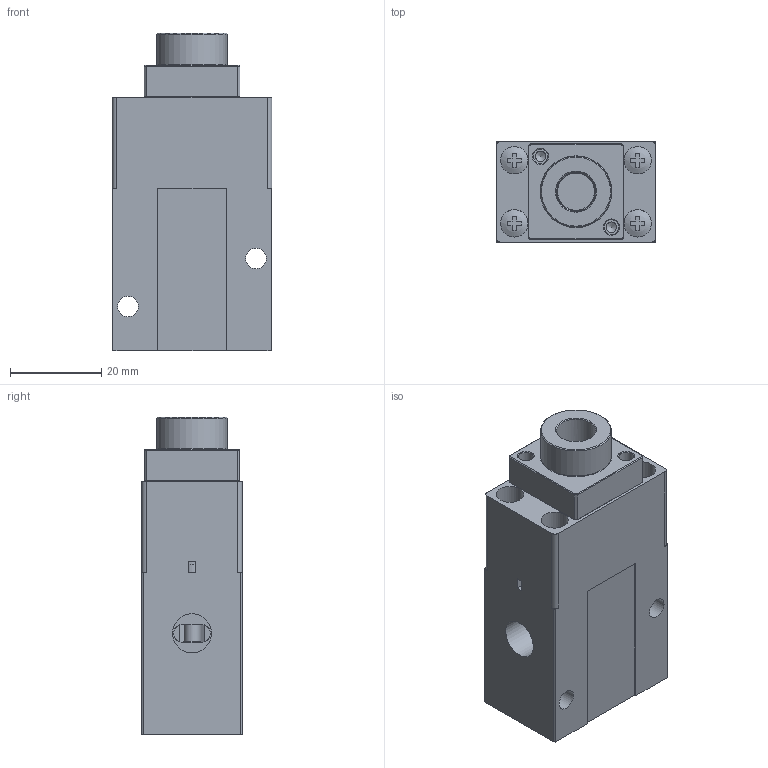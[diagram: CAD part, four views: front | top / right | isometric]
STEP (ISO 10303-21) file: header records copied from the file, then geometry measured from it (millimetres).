
FILE_DESCRIPTION(/* description */ ('Unknown'),/* implementation_level */ '2;1');
FILE_NAME(/* name */ '-MF-G3071S',/* time_stamp */ '2019-05-31T11:46:32+02:00',/* author */ ('Unknown'),/* organization */ ('Unknown'),/* preprocessor_version */ 'ST-DEVELOPER v16.7',/* originating_system */ 'DEX',/* authorisation */ $);
FILE_SCHEMA (('AUTOMOTIVE_DESIGN {1 0 10303 214 3 1 1}'));
Length unit declared in the file: millimetre
Products named in the file (1): Parte1
Bounding box: 35 x 22 x 69.5 mm (x, y, z)
Volume: 37101.7 mm3; surface area: 18550.8 mm2
Topology: 1 solids, 1 shells, 353 faces, 901 edges, 579 vertices
Faces by surface type: plane 164, cylinder 92, cone 65, torus 28, sphere 4
Full cylindrical faces by diameter (mm): 1.5 x2, 1.7 x2, 2 x8, 2.3 x2, 2.5 x2, 3.2 x2, 3.5 x1, 4.5 x2, 5.8 x1, 6 x5, 6.5 x3, 7 x1, 7.5 x1, 8 x1, 8.566 x4, 9 x1, 10.5 x4, 11 x1, 11.641 x1, 12 x3, 12.9 x1, 13 x1, 14.7 x1, 15 x1, 15.5 x1, 15.7 x1, 15.8 x2, 16.8 x1, 17 x1, 17.641 x1
Entity records: 11882 total; most frequent: CARTESIAN_POINT 1711, DIRECTION 1676, ORIENTED_EDGE 1348, AXIS2_PLACEMENT_3D 697, EDGE_CURVE 674, FACE_BOUND 558, EDGE_LOOP 551, VERTEX_POINT 508
